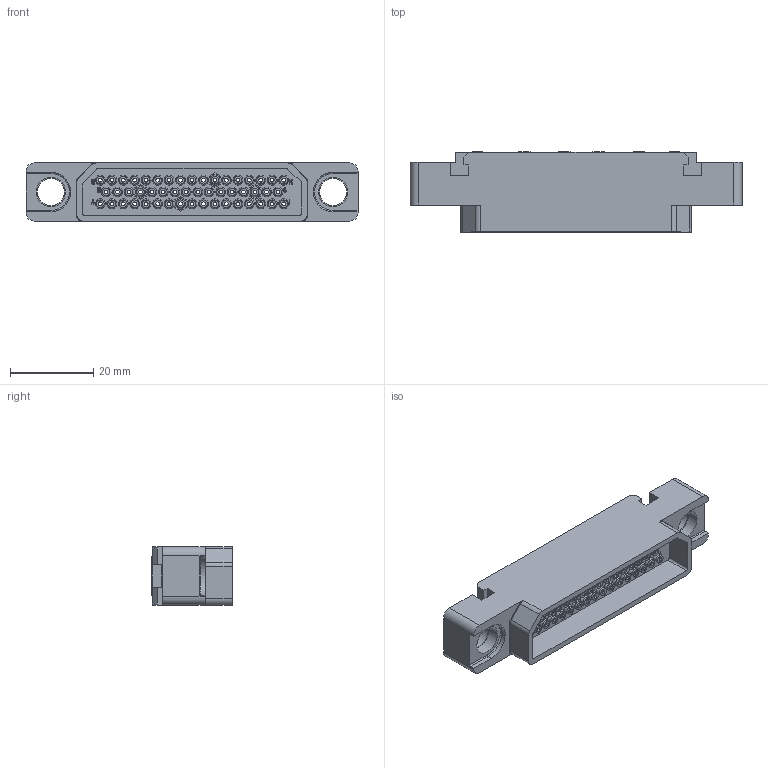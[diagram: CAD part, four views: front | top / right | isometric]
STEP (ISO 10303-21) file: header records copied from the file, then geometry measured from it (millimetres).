
FILE_DESCRIPTION((''),'2;1');
FILE_NAME('1900ND01P2X00C','2019-10-28T',('presta_be4'),(''),'CREO PARAMETRIC BY PTC INC, 2018360','CREO PARAMETRIC BY PTC INC, 2018360','');
FILE_SCHEMA(('CONFIG_CONTROL_DESIGN'));
Products named in the file (1): 1900ND01P2X00C
Bounding box: 80 x 19.3 x 14 mm (x, y, z)
Volume: 9860.4 mm3; surface area: 10606 mm2
Topology: 20 solids, 20 shells, 2819 faces, 6985 edges, 4402 vertices
Faces by surface type: plane 1475, cylinder 798, cone 504, bspline 30, torus 12
Entity records: 84014 total; most frequent: CARTESIAN_POINT 15387, DIRECTION 14419, ORIENTED_EDGE 13970, EDGE_CURVE 6985, VECTOR 5001, LINE 5001, AXIS2_PLACEMENT_3D 4709, VERTEX_POINT 4402
